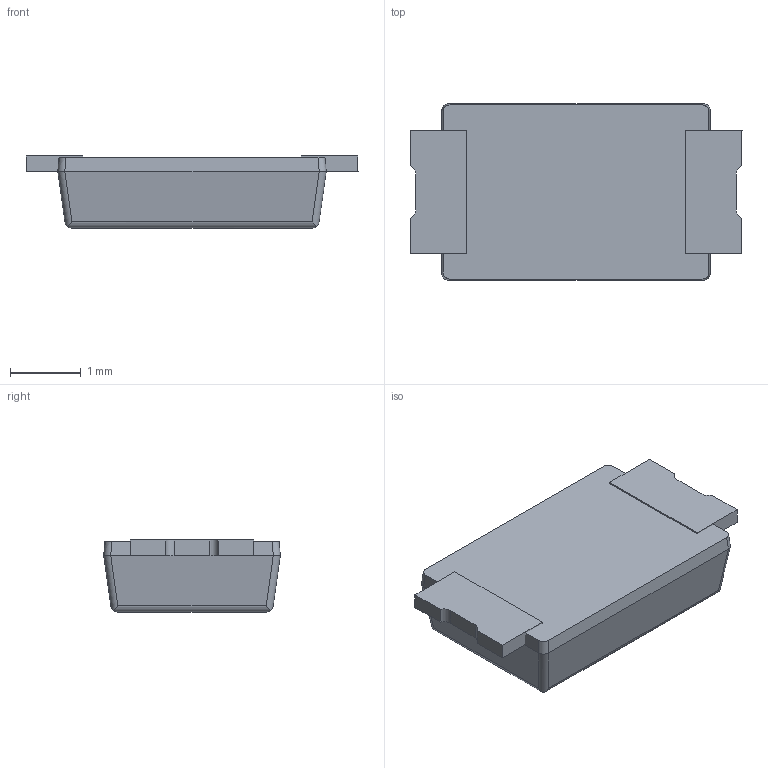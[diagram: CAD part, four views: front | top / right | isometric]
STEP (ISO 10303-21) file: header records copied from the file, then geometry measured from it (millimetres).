
FILE_DESCRIPTION (( 'STEP AP203' ), '1' );
FILE_NAME ('3D SMAF-C.STEP', '2023-07-24T05:44:11', ( '' ), ( '' ), 'SwSTEP 2.0', 'SolidWorks 2022', '' );
FILE_SCHEMA (( 'CONFIG_CONTROL_DESIGN' ));
Length unit declared in the file: millimetre
Products named in the file (1): 3D SMAF-C
Bounding box: 4.7 x 2.5 x 1.02 mm (x, y, z)
Volume: 10.6 mm3; surface area: 50 mm2
Topology: 3 solids, 3 shells, 69 faces, 177 edges, 114 vertices
Faces by surface type: plane 48, cylinder 21
Entity records: 2171 total; most frequent: CARTESIAN_POINT 493, ORIENTED_EDGE 354, DIRECTION 303, EDGE_CURVE 177, LINE 133, VECTOR 133, VERTEX_POINT 114, AXIS2_PLACEMENT_3D 85
